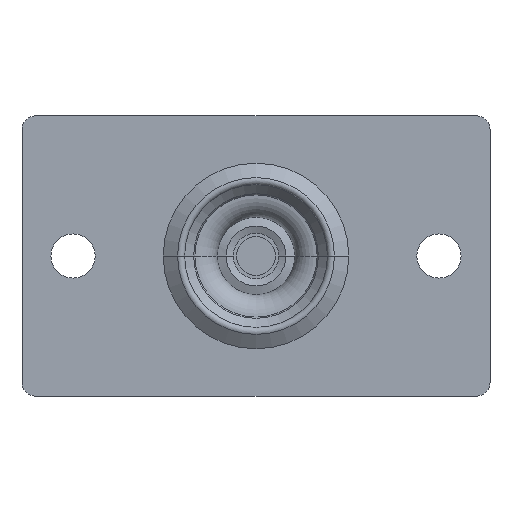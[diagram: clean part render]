
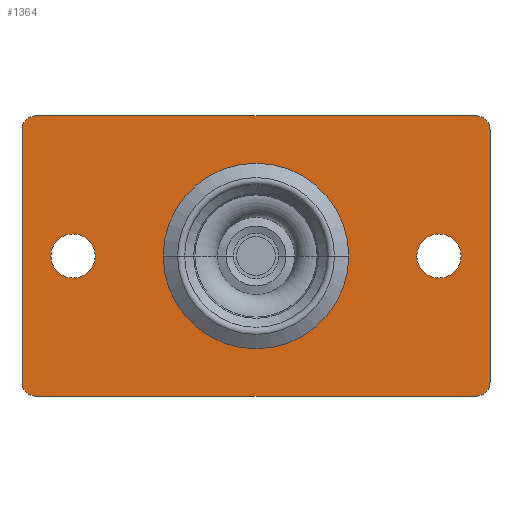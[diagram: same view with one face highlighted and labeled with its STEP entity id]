
A CAD part, left-side view. The second image highlights one B-rep face of the part: STEP entity #1364.
In plain terms, the highlighted planar face has unit normal (-1, 0, 0).
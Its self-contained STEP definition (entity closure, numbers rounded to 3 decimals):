
#57 = ORIENTED_EDGE ( 'NONE', *, *, #775, .F. ) ;
#92 = DIRECTION ( 'NONE',  ( 0., 0., -1. ) ) ;
#105 = AXIS2_PLACEMENT_3D ( 'NONE', #3647, #3242, #3226 ) ;
#149 = CARTESIAN_POINT ( 'NONE',  ( -28.625, -34.4, -18.6 ) ) ;
#161 = DIRECTION ( 'NONE',  ( 0., 0., -1. ) ) ;
#207 = CARTESIAN_POINT ( 'NONE',  ( -28.625, 32.4, 18.6 ) ) ;
#254 = EDGE_CURVE ( 'NONE', #3474, #3599, #1451, .T. ) ;
#303 = ORIENTED_EDGE ( 'NONE', *, *, #3476, .F. ) ;
#318 = CARTESIAN_POINT ( 'NONE',  ( -28.625, -26.9, 3.25 ) ) ;
#321 = CARTESIAN_POINT ( 'NONE',  ( -28.625, 34.4, 18.6 ) ) ;
#366 = CARTESIAN_POINT ( 'NONE',  ( -28.625, -34.4, 18.6 ) ) ;
#368 = CIRCLE ( 'NONE', #2363, 2. ) ;
#378 = DIRECTION ( 'NONE',  ( 0., 0., 1. ) ) ;
#381 = LINE ( 'NONE', #3642, #4151 ) ;
#396 = ORIENTED_EDGE ( 'NONE', *, *, #2775, .T. ) ;
#405 = CIRCLE ( 'NONE', #3764, 3.25 ) ;
#425 = DIRECTION ( 'NONE',  ( 0., -1., 0. ) ) ;
#440 = DIRECTION ( 'NONE',  ( -1., 0., 0. ) ) ;
#463 = FACE_BOUND ( 'NONE', #2465, .T. ) ;
#473 = CIRCLE ( 'NONE', #1130, 13.64 ) ;
#503 = DIRECTION ( 'NONE',  ( -1., 0., 0. ) ) ;
#568 = CARTESIAN_POINT ( 'NONE',  ( -28.625, -26.9, 0. ) ) ;
#630 = ORIENTED_EDGE ( 'NONE', *, *, #1031, .T. ) ;
#656 = EDGE_CURVE ( 'NONE', #3317, #3048, #1162, .T. ) ;
#661 = AXIS2_PLACEMENT_3D ( 'NONE', #2482, #2433, #3526 ) ;
#671 = CIRCLE ( 'NONE', #1964, 2. ) ;
#700 = VECTOR ( 'NONE', #3674, 1000. ) ;
#775 = EDGE_CURVE ( 'NONE', #1806, #3096, #473, .T. ) ;
#778 = LINE ( 'NONE', #366, #1916 ) ;
#808 = ORIENTED_EDGE ( 'NONE', *, *, #1517, .F. ) ;
#825 = VERTEX_POINT ( 'NONE', #321 ) ;
#920 = ORIENTED_EDGE ( 'NONE', *, *, #2329, .T. ) ;
#921 = ORIENTED_EDGE ( 'NONE', *, *, #3053, .T. ) ;
#926 = ORIENTED_EDGE ( 'NONE', *, *, #2979, .T. ) ;
#998 = AXIS2_PLACEMENT_3D ( 'NONE', #1068, #3706, #378 ) ;
#1027 = DIRECTION ( 'NONE',  ( 0., 0., 1. ) ) ;
#1031 = EDGE_CURVE ( 'NONE', #825, #1776, #1500, .T. ) ;
#1055 = DIRECTION ( 'NONE',  ( -1., 0., 0. ) ) ;
#1068 = CARTESIAN_POINT ( 'NONE',  ( -28.625, 32.4, -18.6 ) ) ;
#1079 = EDGE_LOOP ( 'NONE', ( #808, #2536 ) ) ;
#1105 = FACE_BOUND ( 'NONE', #2650, .T. ) ;
#1117 = VERTEX_POINT ( 'NONE', #2690 ) ;
#1130 = AXIS2_PLACEMENT_3D ( 'NONE', #3207, #1055, #1027 ) ;
#1150 = CARTESIAN_POINT ( 'NONE',  ( -28.625, 26.9, 0. ) ) ;
#1162 = CIRCLE ( 'NONE', #4552, 3.25 ) ;
#1198 = CARTESIAN_POINT ( 'NONE',  ( -28.625, -26.9, 0. ) ) ;
#1278 = CARTESIAN_POINT ( 'NONE',  ( -28.625, 26.9, -3.25 ) ) ;
#1364 = ADVANCED_FACE ( 'NONE', ( #3610, #463, #1105, #1949 ), #1998, .T. ) ;
#1451 = CIRCLE ( 'NONE', #661, 2. ) ;
#1470 = CARTESIAN_POINT ( 'NONE',  ( -28.625, 34.4, 18.6 ) ) ;
#1492 = DIRECTION ( 'NONE',  ( 0., 0., 1. ) ) ;
#1500 = LINE ( 'NONE', #1470, #700 ) ;
#1517 = EDGE_CURVE ( 'NONE', #3048, #3317, #2640, .T. ) ;
#1523 = CIRCLE ( 'NONE', #105, 13.64 ) ;
#1531 = DIRECTION ( 'NONE',  ( 0., 0., 1. ) ) ;
#1568 = CARTESIAN_POINT ( 'NONE',  ( -28.625, -32.4, 20.6 ) ) ;
#1599 = VECTOR ( 'NONE', #3594, 1000. ) ;
#1776 = VERTEX_POINT ( 'NONE', #4219 ) ;
#1806 = VERTEX_POINT ( 'NONE', #2422 ) ;
#1887 = CARTESIAN_POINT ( 'NONE',  ( -28.625, -34.4, 18.6 ) ) ;
#1916 = VECTOR ( 'NONE', #1492, 1000. ) ;
#1949 = FACE_OUTER_BOUND ( 'NONE', #2315, .T. ) ;
#1958 = DIRECTION ( 'NONE',  ( -1., 0., 0. ) ) ;
#1964 = AXIS2_PLACEMENT_3D ( 'NONE', #3762, #1958, #4487 ) ;
#1998 = PLANE ( 'NONE',  #2760 ) ;
#2082 = AXIS2_PLACEMENT_3D ( 'NONE', #568, #503, #161 ) ;
#2142 = ORIENTED_EDGE ( 'NONE', *, *, #2814, .T. ) ;
#2198 = ORIENTED_EDGE ( 'NONE', *, *, #254, .T. ) ;
#2239 = CARTESIAN_POINT ( 'NONE',  ( -28.625, -32.4, -20.6 ) ) ;
#2241 = VERTEX_POINT ( 'NONE', #3143 ) ;
#2284 = ORIENTED_EDGE ( 'NONE', *, *, #4040, .T. ) ;
#2285 = CARTESIAN_POINT ( 'NONE',  ( -28.625, 26.9, 3.25 ) ) ;
#2315 = EDGE_LOOP ( 'NONE', ( #921, #396, #2284, #630, #2142, #926, #2198, #920 ) ) ;
#2329 = EDGE_CURVE ( 'NONE', #3599, #2440, #778, .T. ) ;
#2363 = AXIS2_PLACEMENT_3D ( 'NONE', #207, #4500, #2745 ) ;
#2381 = CIRCLE ( 'NONE', #2082, 3.25 ) ;
#2395 = CIRCLE ( 'NONE', #998, 2. ) ;
#2422 = CARTESIAN_POINT ( 'NONE',  ( -28.625, 0., 13.64 ) ) ;
#2433 = DIRECTION ( 'NONE',  ( -1., 0., 0. ) ) ;
#2440 = VERTEX_POINT ( 'NONE', #1887 ) ;
#2444 = DIRECTION ( 'NONE',  ( 0., 0., 1. ) ) ;
#2465 = EDGE_LOOP ( 'NONE', ( #3597, #303 ) ) ;
#2482 = CARTESIAN_POINT ( 'NONE',  ( -28.625, -32.4, -18.6 ) ) ;
#2489 = CARTESIAN_POINT ( 'NONE',  ( -28.625, -32.4, 20.6 ) ) ;
#2536 = ORIENTED_EDGE ( 'NONE', *, *, #656, .F. ) ;
#2604 = ORIENTED_EDGE ( 'NONE', *, *, #4245, .F. ) ;
#2640 = CIRCLE ( 'NONE', #2911, 3.25 ) ;
#2650 = EDGE_LOOP ( 'NONE', ( #57, #2604 ) ) ;
#2690 = CARTESIAN_POINT ( 'NONE',  ( -28.625, 32.4, 20.6 ) ) ;
#2745 = DIRECTION ( 'NONE',  ( 0., 0., 1. ) ) ;
#2758 = VERTEX_POINT ( 'NONE', #318 ) ;
#2760 = AXIS2_PLACEMENT_3D ( 'NONE', #3171, #2806, #4228 ) ;
#2775 = EDGE_CURVE ( 'NONE', #3564, #1117, #3933, .T. ) ;
#2804 = CARTESIAN_POINT ( 'NONE',  ( -28.625, 26.9, 0. ) ) ;
#2806 = DIRECTION ( 'NONE',  ( -1., 0., 0. ) ) ;
#2814 = EDGE_CURVE ( 'NONE', #1776, #4627, #2395, .T. ) ;
#2911 = AXIS2_PLACEMENT_3D ( 'NONE', #1150, #440, #1531 ) ;
#2979 = EDGE_CURVE ( 'NONE', #4627, #3474, #381, .T. ) ;
#3048 = VERTEX_POINT ( 'NONE', #2285 ) ;
#3053 = EDGE_CURVE ( 'NONE', #2440, #3564, #671, .T. ) ;
#3096 = VERTEX_POINT ( 'NONE', #3360 ) ;
#3143 = CARTESIAN_POINT ( 'NONE',  ( -28.625, -26.9, -3.25 ) ) ;
#3171 = CARTESIAN_POINT ( 'NONE',  ( -28.625, -32.4, 18.6 ) ) ;
#3207 = CARTESIAN_POINT ( 'NONE',  ( -28.625, 0., 0. ) ) ;
#3226 = DIRECTION ( 'NONE',  ( 0., 0., 1. ) ) ;
#3242 = DIRECTION ( 'NONE',  ( -1., 0., 0. ) ) ;
#3317 = VERTEX_POINT ( 'NONE', #1278 ) ;
#3360 = CARTESIAN_POINT ( 'NONE',  ( -28.625, 0., -13.64 ) ) ;
#3401 = DIRECTION ( 'NONE',  ( -1., 0., 0. ) ) ;
#3458 = CARTESIAN_POINT ( 'NONE',  ( -28.625, 32.4, -20.6 ) ) ;
#3474 = VERTEX_POINT ( 'NONE', #2239 ) ;
#3476 = EDGE_CURVE ( 'NONE', #2241, #2758, #405, .T. ) ;
#3526 = DIRECTION ( 'NONE',  ( 0., 0., -1. ) ) ;
#3564 = VERTEX_POINT ( 'NONE', #1568 ) ;
#3594 = DIRECTION ( 'NONE',  ( 0., 1., 0. ) ) ;
#3597 = ORIENTED_EDGE ( 'NONE', *, *, #4058, .F. ) ;
#3599 = VERTEX_POINT ( 'NONE', #149 ) ;
#3610 = FACE_BOUND ( 'NONE', #1079, .T. ) ;
#3642 = CARTESIAN_POINT ( 'NONE',  ( -28.625, -32.4, -20.6 ) ) ;
#3647 = CARTESIAN_POINT ( 'NONE',  ( -28.625, 0., 0. ) ) ;
#3674 = DIRECTION ( 'NONE',  ( 0., 0., -1. ) ) ;
#3706 = DIRECTION ( 'NONE',  ( -1., 0., 0. ) ) ;
#3762 = CARTESIAN_POINT ( 'NONE',  ( -28.625, -32.4, 18.6 ) ) ;
#3764 = AXIS2_PLACEMENT_3D ( 'NONE', #1198, #3401, #92 ) ;
#3933 = LINE ( 'NONE', #2489, #1599 ) ;
#4040 = EDGE_CURVE ( 'NONE', #1117, #825, #368, .T. ) ;
#4058 = EDGE_CURVE ( 'NONE', #2758, #2241, #2381, .T. ) ;
#4151 = VECTOR ( 'NONE', #425, 1000. ) ;
#4219 = CARTESIAN_POINT ( 'NONE',  ( -28.625, 34.4, -18.6 ) ) ;
#4228 = DIRECTION ( 'NONE',  ( 0., 0., 1. ) ) ;
#4245 = EDGE_CURVE ( 'NONE', #3096, #1806, #1523, .T. ) ;
#4487 = DIRECTION ( 'NONE',  ( 0., 0., 1. ) ) ;
#4500 = DIRECTION ( 'NONE',  ( -1., 0., 0. ) ) ;
#4549 = DIRECTION ( 'NONE',  ( -1., 0., 0. ) ) ;
#4552 = AXIS2_PLACEMENT_3D ( 'NONE', #2804, #4549, #2444 ) ;
#4627 = VERTEX_POINT ( 'NONE', #3458 ) ;
